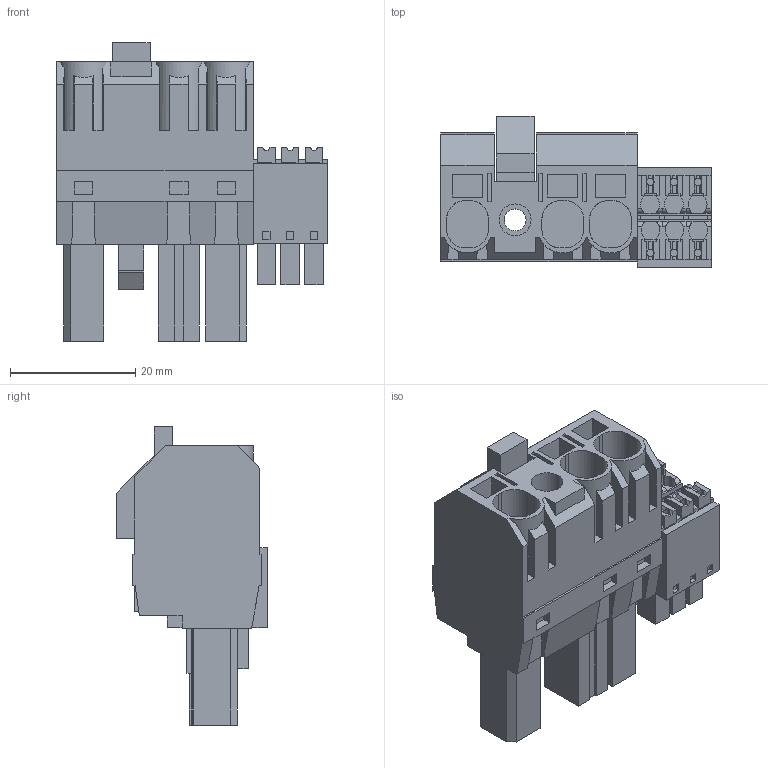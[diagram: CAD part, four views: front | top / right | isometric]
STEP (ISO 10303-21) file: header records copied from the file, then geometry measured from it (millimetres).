
FILE_DESCRIPTION(('CATIA V5 STEP Exchange','CAx-IF Rec.Pracs.--- Model Styling and Organization---1.4--- 2014-01-23'),'2;1');
FILE_NAME ('D1449500_1_1157120000_1157120000.stp','2023-09-07T12:50:12+00:00',('none'),('Weidmueller'),'CATIA Version 5-6 Release 2016 SP3 HF44','CATIA V5 STEP AP214','none');
FILE_SCHEMA(('AUTOMOTIVE_DESIGN { 1 0 10303 214 1 1 1 1 }'));
Length unit declared in the file: millimetre
Products named in the file (1): 1157120000
Bounding box: 43.22 x 24.13 x 47.7 mm (x, y, z)
Volume: 19710.7 mm3; surface area: 11012.4 mm2
Topology: 8 solids, 8 shells, 681 faces, 1878 edges, 1247 vertices
Faces by surface type: plane 608, cylinder 73
Entity records: 20506 total; most frequent: CARTESIAN_POINT 4051, ORIENTED_EDGE 3756, DIRECTION 2744, EDGE_CURVE 1878, VECTOR 1658, LINE 1658, VERTEX_POINT 1247, EDGE_LOOP 729
